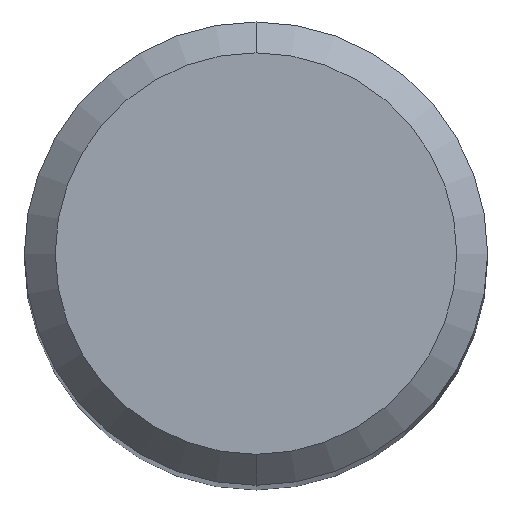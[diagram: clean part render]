
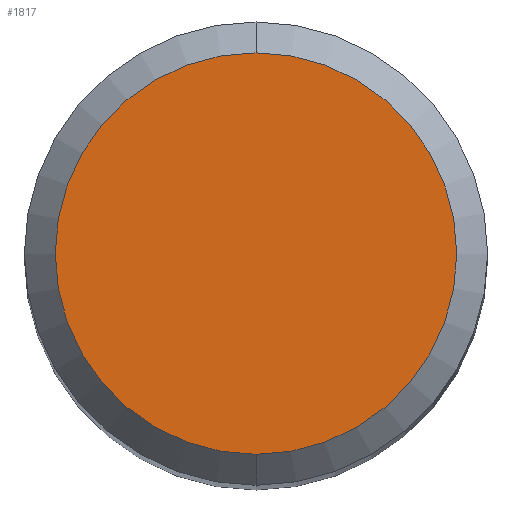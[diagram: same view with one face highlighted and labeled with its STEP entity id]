
A CAD part, top view. The second image highlights one B-rep face of the part: STEP entity #1817.
In plain terms, the highlighted planar face has unit normal (0, 0, 1).
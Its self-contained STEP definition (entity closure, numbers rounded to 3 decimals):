
#931=EDGE_CURVE('',#1801,#1969,#2282,.T.);
#1009=EDGE_CURVE('',#1969,#1801,#2366,.T.);
#1801=VERTEX_POINT('',#3231);
#1817=ADVANCED_FACE('',(#3248),#3249,.T.);
#1969=VERTEX_POINT('',#3412);
#2282=CIRCLE('',#6216,2.6);
#2366=CIRCLE('',#7343,2.6);
#3231=CARTESIAN_POINT('',(0.0,2.6,0.0));
#3248=FACE_OUTER_BOUND('',#16206,.T.);
#3249=PLANE('',#16207);
#3412=CARTESIAN_POINT('',(0.,-2.6,0.0));
#6216=AXIS2_PLACEMENT_3D('',#18603,#18604,#18605);
#7343=AXIS2_PLACEMENT_3D('',#18657,#18658,#18659);
#16206=EDGE_LOOP('',(#19442,#19443));
#16207=AXIS2_PLACEMENT_3D('',#19444,#19445,#19446);
#18603=CARTESIAN_POINT('',(0.0,0.0,0.0));
#18604=DIRECTION('',(0.0,0.0,-1.0));
#18605=DIRECTION('',(0.0,1.0,0.0));
#18657=CARTESIAN_POINT('',(0.0,0.0,0.0));
#18658=DIRECTION('',(0.0,0.0,-1.0));
#18659=DIRECTION('',(0.0,1.0,0.0));
#19442=ORIENTED_EDGE('',*,*,#931,.F.);
#19443=ORIENTED_EDGE('',*,*,#1009,.F.);
#19444=CARTESIAN_POINT('',(0.0,1.3,0.0));
#19445=DIRECTION('',(-0.0,0.0,1.0));
#19446=DIRECTION('',(0.0,-1.0,0.0));
